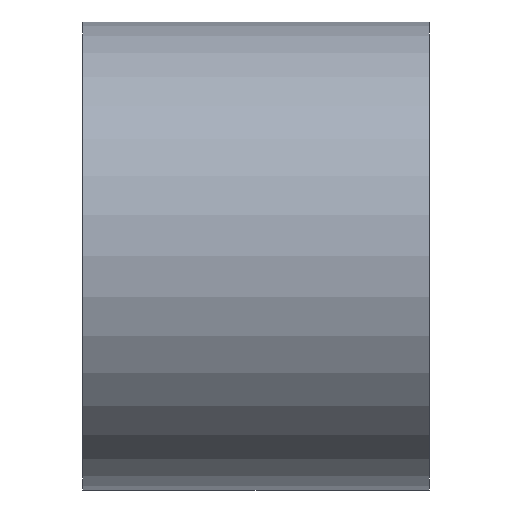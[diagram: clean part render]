
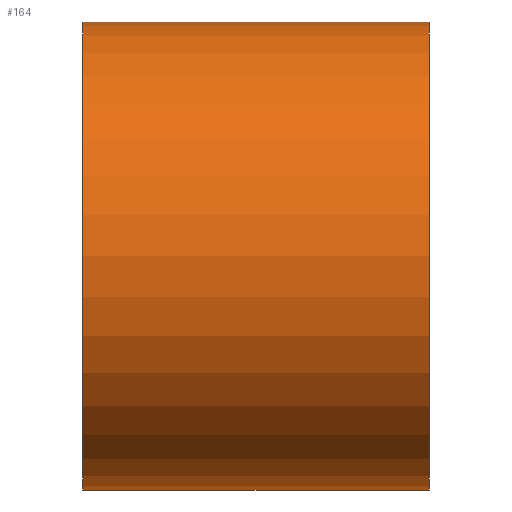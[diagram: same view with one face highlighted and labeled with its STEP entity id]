
A CAD part, left-side view. The second image highlights one B-rep face of the part: STEP entity #164.
In plain terms, the highlighted cylindrical face has radius 1.35 mm (diameter 2.7 mm), a partial arc.
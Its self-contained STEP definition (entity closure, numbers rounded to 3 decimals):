
#11 = DIRECTION ( 'NONE',  ( 0., 0., -1. ) ) ;
#26 = AXIS2_PLACEMENT_3D ( 'NONE', #194, #127, #89 ) ;
#47 = CARTESIAN_POINT ( 'NONE',  ( 0., 0., 1.35 ) ) ;
#50 = LINE ( 'NONE', #177, #133 ) ;
#66 = CARTESIAN_POINT ( 'NONE',  ( 0., 2., 1.35 ) ) ;
#68 = VERTEX_POINT ( 'NONE', #103 ) ;
#71 = CIRCLE ( 'NONE', #26, 1.35 ) ;
#79 = VERTEX_POINT ( 'NONE', #47 ) ;
#81 = AXIS2_PLACEMENT_3D ( 'NONE', #92, #142, #153 ) ;
#88 = DIRECTION ( 'NONE',  ( 0., -1., 0. ) ) ;
#89 = DIRECTION ( 'NONE',  ( 0., 0., 1. ) ) ;
#92 = CARTESIAN_POINT ( 'NONE',  ( 0., 0., 0. ) ) ;
#97 = EDGE_CURVE ( 'NONE', #123, #79, #211, .T. ) ;
#103 = CARTESIAN_POINT ( 'NONE',  ( 0., 2., -1.35 ) ) ;
#110 = EDGE_CURVE ( 'NONE', #68, #126, #50, .T. ) ;
#116 = ORIENTED_EDGE ( 'NONE', *, *, #121, .T. ) ;
#120 = CARTESIAN_POINT ( 'NONE',  ( 0., 2., 0. ) ) ;
#121 = EDGE_CURVE ( 'NONE', #126, #79, #155, .T. ) ;
#123 = VERTEX_POINT ( 'NONE', #66 ) ;
#126 = VERTEX_POINT ( 'NONE', #157 ) ;
#127 = DIRECTION ( 'NONE',  ( 0., 1., 0. ) ) ;
#128 = EDGE_CURVE ( 'NONE', #68, #123, #71, .T. ) ;
#133 = VECTOR ( 'NONE', #212, 1000. ) ;
#142 = DIRECTION ( 'NONE',  ( 0., 1., 0. ) ) ;
#144 = CYLINDRICAL_SURFACE ( 'NONE', #213, 1.35 ) ;
#153 = DIRECTION ( 'NONE',  ( 0., 0., 1. ) ) ;
#155 = CIRCLE ( 'NONE', #81, 1.35 ) ;
#157 = CARTESIAN_POINT ( 'NONE',  ( 0., 0., -1.35 ) ) ;
#163 = ORIENTED_EDGE ( 'NONE', *, *, #97, .F. ) ;
#164 = ADVANCED_FACE ( 'NONE', ( #210 ), #144, .T. ) ;
#170 = EDGE_LOOP ( 'NONE', ( #163, #199, #193, #116 ) ) ;
#177 = CARTESIAN_POINT ( 'NONE',  ( 0., 2., -1.35 ) ) ;
#193 = ORIENTED_EDGE ( 'NONE', *, *, #110, .T. ) ;
#194 = CARTESIAN_POINT ( 'NONE',  ( 0., 2., 0. ) ) ;
#198 = VECTOR ( 'NONE', #88, 1000. ) ;
#199 = ORIENTED_EDGE ( 'NONE', *, *, #128, .F. ) ;
#200 = DIRECTION ( 'NONE',  ( 0., -1., 0. ) ) ;
#208 = CARTESIAN_POINT ( 'NONE',  ( 0., 2., 1.35 ) ) ;
#210 = FACE_OUTER_BOUND ( 'NONE', #170, .T. ) ;
#211 = LINE ( 'NONE', #208, #198 ) ;
#212 = DIRECTION ( 'NONE',  ( 0., -1., 0. ) ) ;
#213 = AXIS2_PLACEMENT_3D ( 'NONE', #120, #200, #11 ) ;
